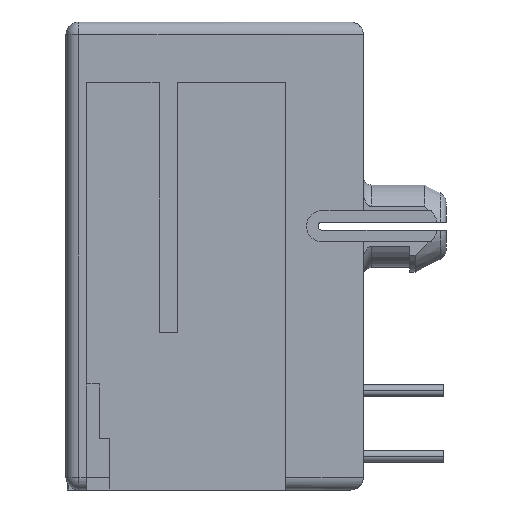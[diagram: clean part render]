
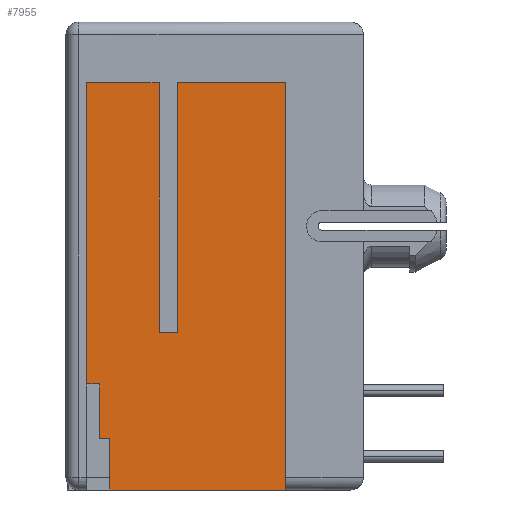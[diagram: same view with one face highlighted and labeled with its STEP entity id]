
A CAD part, left-side view. The second image highlights one B-rep face of the part: STEP entity #7955.
In plain terms, the highlighted planar face has unit normal (-1, 0, 0).
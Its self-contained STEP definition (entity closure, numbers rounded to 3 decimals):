
#87=DIRECTION('',(0.,0.,-1.));
#88=VECTOR('',#87,13.2);
#89=CARTESIAN_POINT('',(-5.725,4.95,-0.8));
#90=LINE('',#89,#88);
#686=DIRECTION('',(0.,1.,0.));
#687=VECTOR('',#686,6.8);
#688=CARTESIAN_POINT('',(-5.725,-2.75,-18.1));
#689=LINE('',#688,#687);
#1659=DIRECTION('',(0.,0.,1.));
#1660=VECTOR('',#1659,2.1);
#1661=CARTESIAN_POINT('',(-5.725,4.45,-16.1));
#1662=LINE('',#1661,#1660);
#1663=DIRECTION('',(0.,-1.,0.));
#1664=VECTOR('',#1663,0.5);
#1665=CARTESIAN_POINT('',(-5.725,4.95,-14.));
#1666=LINE('',#1665,#1664);
#1667=DIRECTION('',(0.,1.,0.));
#1668=VECTOR('',#1667,2.8);
#1669=CARTESIAN_POINT('',(-5.725,2.15,-0.8));
#1670=LINE('',#1669,#1668);
#1671=DIRECTION('',(0.,0.,-1.));
#1672=VECTOR('',#1671,11.2);
#1673=CARTESIAN_POINT('',(-5.725,2.15,-0.8));
#1674=LINE('',#1673,#1672);
#1675=DIRECTION('',(0.,1.,0.));
#1676=VECTOR('',#1675,0.7);
#1677=CARTESIAN_POINT('',(-5.725,1.45,-12.));
#1678=LINE('',#1677,#1676);
#1679=DIRECTION('',(0.,1.,0.));
#1680=VECTOR('',#1679,4.2);
#1681=CARTESIAN_POINT('',(-5.725,-2.75,-0.8));
#1682=LINE('',#1681,#1680);
#1683=DIRECTION('',(0.,0.,-1.));
#1684=VECTOR('',#1683,17.3);
#1685=CARTESIAN_POINT('',(-5.725,-2.75,-0.8));
#1686=LINE('',#1685,#1684);
#1687=DIRECTION('',(0.,0.,1.));
#1688=VECTOR('',#1687,2.);
#1689=CARTESIAN_POINT('',(-5.725,4.05,-18.1));
#1690=LINE('',#1689,#1688);
#1691=DIRECTION('',(0.,-1.,0.));
#1692=VECTOR('',#1691,0.4);
#1693=CARTESIAN_POINT('',(-5.725,4.45,-16.1));
#1694=LINE('',#1693,#1692);
#1731=DIRECTION('',(0.,0.,-1.));
#1732=VECTOR('',#1731,11.2);
#1733=CARTESIAN_POINT('',(-5.725,1.45,-0.8));
#1734=LINE('',#1733,#1732);
#5187=CARTESIAN_POINT('',(-5.725,1.45,-12.));
#5188=CARTESIAN_POINT('',(-5.725,2.15,-12.));
#5189=VERTEX_POINT('',#5187);
#5190=VERTEX_POINT('',#5188);
#5345=CARTESIAN_POINT('',(-5.725,2.15,-0.8));
#5347=VERTEX_POINT('',#5345);
#5353=CARTESIAN_POINT('',(-5.725,4.95,-0.8));
#5355=VERTEX_POINT('',#5353);
#5369=CARTESIAN_POINT('',(-5.725,-2.75,-0.8));
#5371=VERTEX_POINT('',#5369);
#5377=CARTESIAN_POINT('',(-5.725,1.45,-0.8));
#5379=VERTEX_POINT('',#5377);
#5392=CARTESIAN_POINT('',(-5.725,-2.75,-18.1));
#5393=VERTEX_POINT('',#5392);
#5649=CARTESIAN_POINT('',(-5.725,4.05,-18.1));
#5651=VERTEX_POINT('',#5649);
#5672=CARTESIAN_POINT('',(-5.725,4.05,-16.1));
#5673=VERTEX_POINT('',#5672);
#5684=CARTESIAN_POINT('',(-5.725,4.45,-16.1));
#5686=VERTEX_POINT('',#5684);
#5688=CARTESIAN_POINT('',(-5.725,4.45,-14.));
#5689=VERTEX_POINT('',#5688);
#5690=CARTESIAN_POINT('',(-5.725,4.95,-14.));
#5691=VERTEX_POINT('',#5690);
#7929=CARTESIAN_POINT('',(-5.725,-4.95,-18.1));
#7930=DIRECTION('',(-1.,0.,0.));
#7931=DIRECTION('',(0.,1.,0.));
#7932=AXIS2_PLACEMENT_3D('',#7929,#7930,#7931);
#7933=PLANE('',#7932);
#7935=ORIENTED_EDGE('',*,*,#7934,.T.);
#7936=ORIENTED_EDGE('',*,*,#7920,.F.);
#7937=ORIENTED_EDGE('',*,*,#6135,.F.);
#7939=ORIENTED_EDGE('',*,*,#7938,.F.);
#7940=ORIENTED_EDGE('',*,*,#6233,.T.);
#7942=ORIENTED_EDGE('',*,*,#7941,.F.);
#7944=ORIENTED_EDGE('',*,*,#7943,.F.);
#7946=ORIENTED_EDGE('',*,*,#7945,.F.);
#7948=ORIENTED_EDGE('',*,*,#7947,.T.);
#7949=ORIENTED_EDGE('',*,*,#7030,.T.);
#7951=ORIENTED_EDGE('',*,*,#7950,.T.);
#7952=ORIENTED_EDGE('',*,*,#6346,.F.);
#7953=EDGE_LOOP('',(#7935,#7936,#7937,#7939,#7940,#7942,#7944,#7946,#7948,#7949,
#7951,#7952));
#7954=FACE_OUTER_BOUND('',#7953,.F.);
#6135=EDGE_CURVE('',#5355,#5691,#90,.T.);
#6233=EDGE_CURVE('',#5347,#5190,#1674,.T.);
#6346=EDGE_CURVE('',#5686,#5673,#1694,.T.);
#7030=EDGE_CURVE('',#5393,#5651,#689,.T.);
#7920=EDGE_CURVE('',#5691,#5689,#1666,.T.);
#7934=EDGE_CURVE('',#5686,#5689,#1662,.T.);
#7938=EDGE_CURVE('',#5347,#5355,#1670,.T.);
#7941=EDGE_CURVE('',#5189,#5190,#1678,.T.);
#7943=EDGE_CURVE('',#5379,#5189,#1734,.T.);
#7945=EDGE_CURVE('',#5371,#5379,#1682,.T.);
#7947=EDGE_CURVE('',#5371,#5393,#1686,.T.);
#7950=EDGE_CURVE('',#5651,#5673,#1690,.T.);
#7955=ADVANCED_FACE('',(#7954),#7933,.T.);
